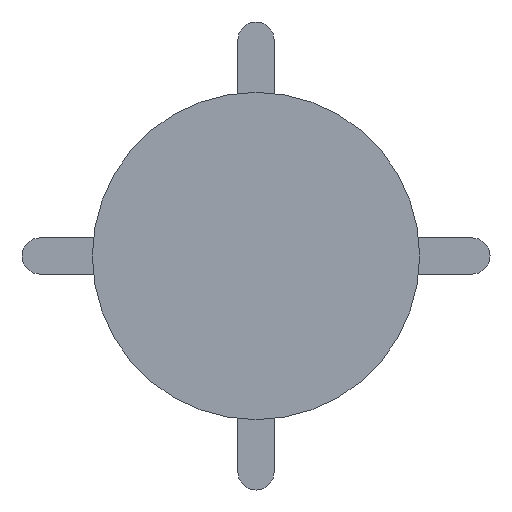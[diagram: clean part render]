
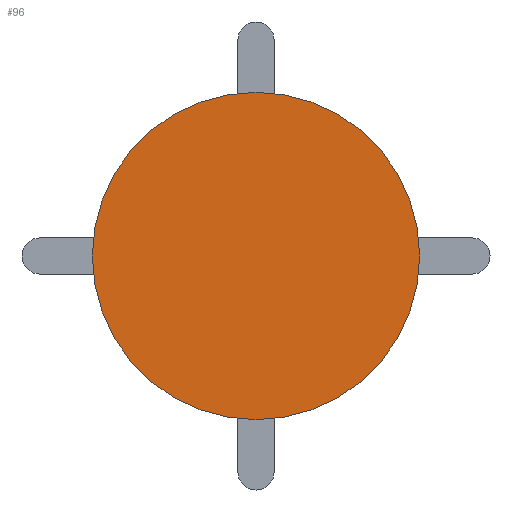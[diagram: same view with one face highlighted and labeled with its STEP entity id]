
A CAD part, front view. The second image highlights one B-rep face of the part: STEP entity #96.
In plain terms, the highlighted planar face has unit normal (0, -1, 0).
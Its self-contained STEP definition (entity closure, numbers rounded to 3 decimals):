
#96=ADVANCED_FACE('NONE',(#168),#169,.F.);
#168=FACE_OUTER_BOUND('',#240,.T.);
#169=PLANE('',#241);
#240=EDGE_LOOP('',(#509,#510));
#241=AXIS2_PLACEMENT_3D('',#511,#512,#513);
#509=ORIENTED_EDGE('',*,*,#599,.F.);
#510=ORIENTED_EDGE('',*,*,#596,.F.);
#511=CARTESIAN_POINT('',(0.0,0.0,0.0));
#512=DIRECTION('',(-0.0,1.0,0.0));
#513=DIRECTION('',(1.0,0.0,0.0));
#596=EDGE_CURVE('NONE',#733,#735,#736,.T.);
#599=EDGE_CURVE('NONE',#735,#733,#739,.T.);
#733=VERTEX_POINT('NONE',#915);
#735=VERTEX_POINT('NONE',#918);
#736=CIRCLE('',#919,225.0);
#739=CIRCLE('',#923,225.0);
#915=CARTESIAN_POINT('',(0.,0.0,225.0));
#918=CARTESIAN_POINT('',(0.0,0.0,-225.0));
#919=AXIS2_PLACEMENT_3D('',#1078,#1079,#1080);
#923=AXIS2_PLACEMENT_3D('',#1085,#1086,#1087);
#1078=CARTESIAN_POINT('',(0.0,0.0,0.0));
#1079=DIRECTION('',(0.0,1.0,0.0));
#1080=DIRECTION('',(0.0,0.0,1.0));
#1085=CARTESIAN_POINT('',(0.0,0.0,0.0));
#1086=DIRECTION('',(0.0,1.0,0.0));
#1087=DIRECTION('',(0.0,0.0,1.0));
